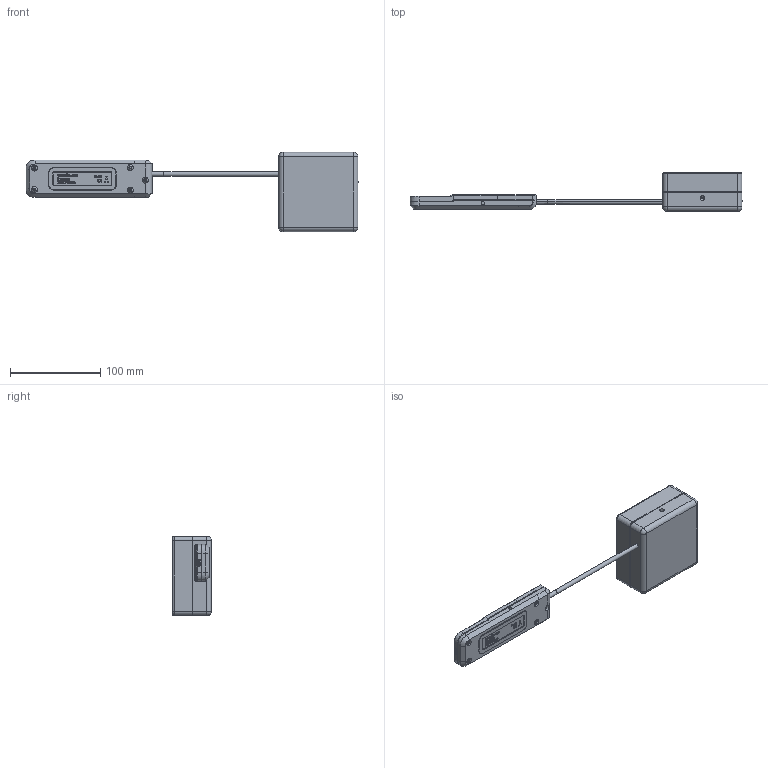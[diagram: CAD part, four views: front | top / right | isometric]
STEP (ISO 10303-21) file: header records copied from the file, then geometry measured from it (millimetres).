
FILE_DESCRIPTION (( 'STEP AP214' ), '1' );
FILE_NAME ('Assemblage PRONTO 3610K.STEP', '2017-11-30T20:31:30', ( '' ), ( '' ), 'SwSTEP 2.0', 'SolidWorks 2016', '' );
FILE_SCHEMA (( 'AUTOMOTIVE_DESIGN' ));
Length unit declared in the file: millimetre
Products named in the file (1): Assemblage PRONTO 3610K
Bounding box: 368.53 x 43.26 x 88 mm (x, y, z)
Surface area: 74311.5 mm2 (no closed solid volume)
Topology: 0 solids, 24 shells, 4648 faces, 13326 edges, 8792 vertices
Faces by surface type: plane 4013, cylinder 398, cone 164, bspline 40, torus 28, sphere 5
Entity records: 214136 total; most frequent: CARTESIAN_POINT 42131, ORIENTED_EDGE 26572, DIRECTION 22806, EDGE_CURVE 13295, LINE 11946, VECTOR 11946, VERTEX_POINT 8790, AXIS2_PLACEMENT_3D 5430
